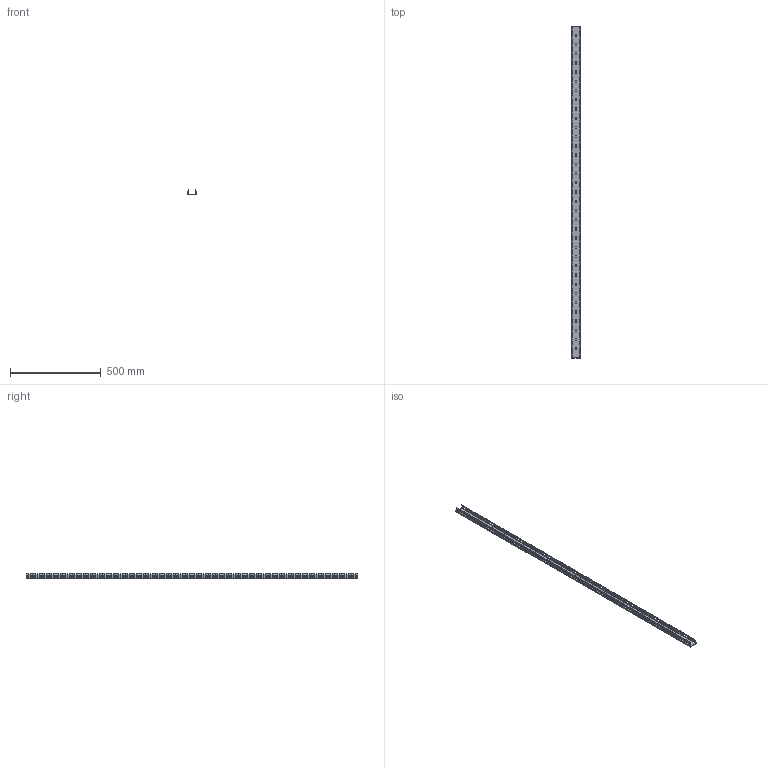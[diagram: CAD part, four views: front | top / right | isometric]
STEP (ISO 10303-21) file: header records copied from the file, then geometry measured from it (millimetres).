
FILE_DESCRIPTION(/* description */ (''),/* implementation_level */ '2;1');
FILE_NAME(/* name */ 'F1.5x1_3D_WEB.stp',/* time_stamp */ '2013-09-10T08:34:21-05:00',/* author */ (''),/* organization */ (''),/* preprocessor_version */ 'ST-DEVELOPER v11',/* originating_system */ 'SIEMENS PLM Software NX 7.5',/* authorisation */ '');
FILE_SCHEMA (('CONFIG_CONTROL_DESIGN'));
Products named in the file (1): D11010FS_00
Bounding box: 44.45 x 1828.8 x 25.12 mm (x, y, z)
Volume: 210687.4 mm3; surface area: 320741.7 mm2
Topology: 1 solids, 1 shells, 2742 faces, 8220 edges, 5480 vertices
Faces by surface type: plane 2672, cylinder 70
Entity records: 90812 total; most frequent: CARTESIAN_POINT 16443, ORIENTED_EDGE 16440, DIRECTION 13846, EDGE_CURVE 8220, LINE 8080, VECTOR 8080, VERTEX_POINT 5480, AXIS2_PLACEMENT_3D 2883
